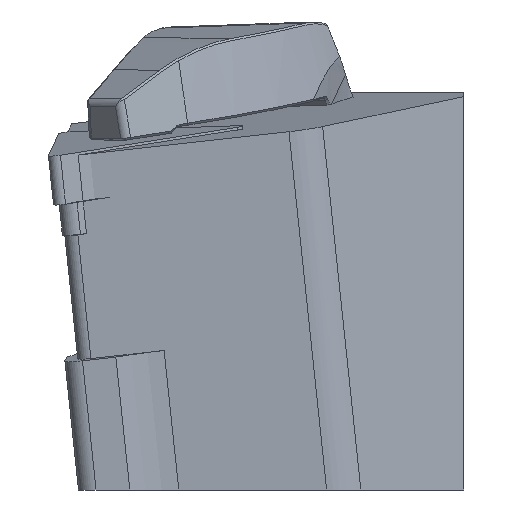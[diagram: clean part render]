
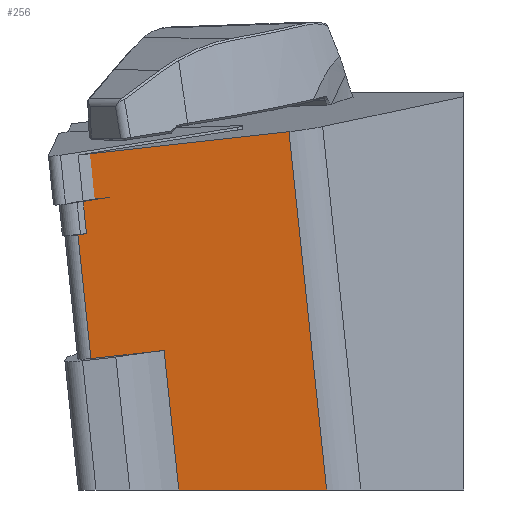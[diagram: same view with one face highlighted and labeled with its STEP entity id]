
A CAD part, left-side view. The second image highlights one B-rep face of the part: STEP entity #256.
In plain terms, the highlighted planar face has unit normal (-0.993, -0.063, -0.098).
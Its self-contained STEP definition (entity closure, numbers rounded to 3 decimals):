
#256=ADVANCED_FACE('',(#430),#372,.T.);
#372=PLANE('',#2045);
#430=FACE_OUTER_BOUND('',#546,.T.);
#546=EDGE_LOOP('',(#707,#708,#709,#710,#711,#712,#713,#714,#715));
#707=ORIENTED_EDGE('',*,*,#1477,.T.);
#708=ORIENTED_EDGE('',*,*,#1478,.F.);
#709=ORIENTED_EDGE('',*,*,#1479,.F.);
#710=ORIENTED_EDGE('',*,*,#1480,.F.);
#711=ORIENTED_EDGE('',*,*,#1481,.F.);
#712=ORIENTED_EDGE('',*,*,#1482,.T.);
#713=ORIENTED_EDGE('',*,*,#1444,.T.);
#714=ORIENTED_EDGE('',*,*,#1434,.T.);
#715=ORIENTED_EDGE('',*,*,#1483,.T.);
#1249=VERTEX_POINT('',#2645);
#1250=VERTEX_POINT('',#2647);
#1258=VERTEX_POINT('',#2668);
#1287=VERTEX_POINT('',#2745);
#1288=VERTEX_POINT('',#2746);
#1289=VERTEX_POINT('',#2748);
#1290=VERTEX_POINT('',#2750);
#1291=VERTEX_POINT('',#2752);
#1292=VERTEX_POINT('',#2754);
#1434=EDGE_CURVE('',#1250,#1249,#1729,.T.);
#1444=EDGE_CURVE('',#1258,#1250,#1737,.T.);
#1477=EDGE_CURVE('',#1287,#1288,#1765,.T.);
#1478=EDGE_CURVE('',#1289,#1288,#1766,.T.);
#1479=EDGE_CURVE('',#1290,#1289,#1767,.T.);
#1480=EDGE_CURVE('',#1291,#1290,#1768,.T.);
#1481=EDGE_CURVE('',#1292,#1291,#1769,.T.);
#1482=EDGE_CURVE('',#1292,#1258,#1770,.T.);
#1483=EDGE_CURVE('',#1249,#1287,#1771,.T.);
#1729=LINE('',#2646,#1881);
#1737=LINE('',#2667,#1889);
#1765=LINE('',#2744,#1917);
#1766=LINE('',#2747,#1918);
#1767=LINE('',#2749,#1919);
#1768=LINE('',#2751,#1920);
#1769=LINE('',#2753,#1921);
#1770=LINE('',#2755,#1922);
#1771=LINE('',#2756,#1923);
#1881=VECTOR('',#2188,1.);
#1889=VECTOR('',#2206,1.);
#1917=VECTOR('',#2246,1.);
#1918=VECTOR('',#2247,1.);
#1919=VECTOR('',#2248,1.);
#1920=VECTOR('',#2249,1.);
#1921=VECTOR('',#2250,1.);
#1922=VECTOR('',#2251,1.);
#1923=VECTOR('',#2252,1.);
#2045=AXIS2_PLACEMENT_3D('',#2757,#2253,#2254);
#2188=DIRECTION('',(0.105,-0.104,-0.989));
#2206=DIRECTION('',(-0.052,0.993,-0.11));
#2246=DIRECTION('',(-0.052,0.993,-0.11));
#2247=DIRECTION('',(-0.105,0.104,0.989));
#2248=DIRECTION('',(-0.052,0.993,-0.11));
#2249=DIRECTION('',(-0.105,0.104,0.989));
#2250=DIRECTION('',(-0.063,0.998,0.));
#2251=DIRECTION('',(-0.105,0.104,0.989));
#2252=DIRECTION('',(0.105,-0.104,-0.989));
#2253=DIRECTION('',(-0.993,-0.063,-0.098));
#2254=DIRECTION('',(-0.099,0.,0.995));
#2645=CARTESIAN_POINT('',(2.451,36.595,-4.196));
#2646=CARTESIAN_POINT('',(2.783,36.265,-7.341));
#2647=CARTESIAN_POINT('',(1.984,37.059,0.216));
#2667=CARTESIAN_POINT('',(-0.706,88.368,-5.462));
#2668=CARTESIAN_POINT('',(3.047,16.798,2.457));
#2744=CARTESIAN_POINT('',(2.941,33.258,-7.008));
#2745=CARTESIAN_POINT('',(2.783,36.265,-7.341));
#2746=CARTESIAN_POINT('',(2.74,37.093,-7.433));
#2747=CARTESIAN_POINT('',(4.,35.839,-19.361));
#2748=CARTESIAN_POINT('',(4.,35.839,-19.361));
#2749=CARTESIAN_POINT('',(5.106,14.75,-17.027));
#2750=CARTESIAN_POINT('',(4.369,28.803,-18.582));
#2751=CARTESIAN_POINT('',(-0.857,34.001,30.871));
#2752=CARTESIAN_POINT('',(5.787,27.393,-32.));
#2753=CARTESIAN_POINT('',(6.234,20.35,-32.));
#2754=CARTESIAN_POINT('',(6.688,13.176,-32.));
#2755=CARTESIAN_POINT('',(5.106,14.75,-17.027));
#2756=CARTESIAN_POINT('',(2.783,36.265,-7.341));
#2757=CARTESIAN_POINT('',(5.106,14.75,-17.027));
